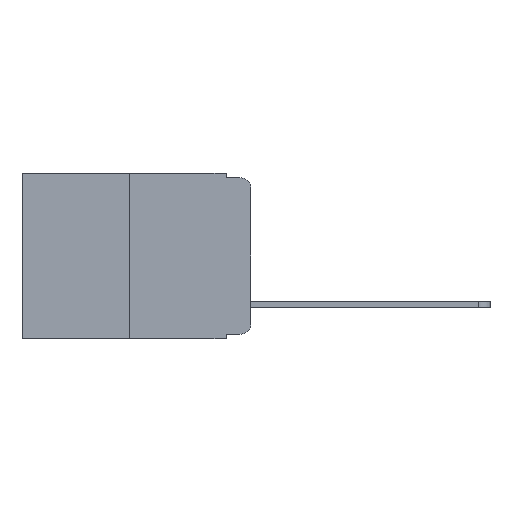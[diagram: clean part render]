
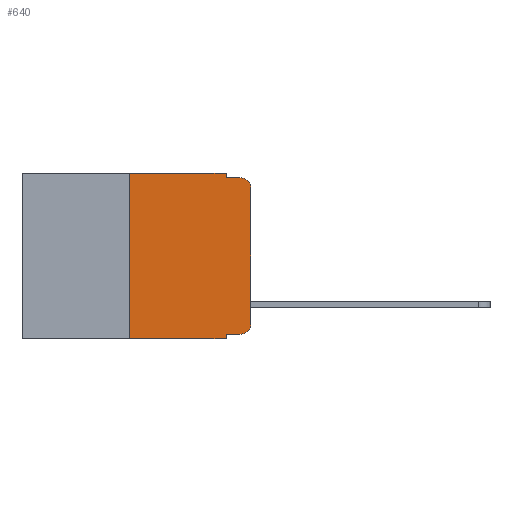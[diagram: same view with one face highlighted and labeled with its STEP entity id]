
A CAD part, left-side view. The second image highlights one B-rep face of the part: STEP entity #640.
In plain terms, the highlighted planar face has unit normal (-1, 0, 0).
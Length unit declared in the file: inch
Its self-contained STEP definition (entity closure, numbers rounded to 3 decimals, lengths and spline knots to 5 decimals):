
#146 = CARTESIAN_POINT ( 'NONE',  ( 0., 0.25, -0.343 ) ) ;
#256 = VECTOR ( 'NONE', #2378, 39.37008 ) ;
#607 = ORIENTED_EDGE ( 'NONE', *, *, #6960, .F. ) ;
#640 = ADVANCED_FACE ( 'NONE', ( #9020 ), #8413, .F. ) ;
#692 = LINE ( 'NONE', #3792, #3012 ) ;
#712 = ORIENTED_EDGE ( 'NONE', *, *, #5750, .T. ) ;
#792 = ORIENTED_EDGE ( 'NONE', *, *, #6974, .F. ) ;
#891 = ORIENTED_EDGE ( 'NONE', *, *, #2308, .F. ) ;
#899 = ORIENTED_EDGE ( 'NONE', *, *, #7010, .T. ) ;
#955 = CARTESIAN_POINT ( 'NONE',  ( 0., 0., 0. ) ) ;
#1099 = ORIENTED_EDGE ( 'NONE', *, *, #6990, .F. ) ;
#1265 = ORIENTED_EDGE ( 'NONE', *, *, #6813, .T. ) ;
#1680 = DIRECTION ( 'NONE',  ( 0., 0., 1. ) ) ;
#2070 = CIRCLE ( 'NONE', #7972, 0.02 ) ;
#2191 = DIRECTION ( 'NONE',  ( 0., -1., 0. ) ) ;
#2308 = EDGE_CURVE ( 'NONE', #2316, #7091, #10726, .T. ) ;
#2316 = VERTEX_POINT ( 'NONE', #7164 ) ;
#2378 = DIRECTION ( 'NONE',  ( 0., -1., 0. ) ) ;
#2770 = EDGE_LOOP ( 'NONE', ( #1265, #899, #1099, #792, #891, #607, #712, #10022, #9924, #10040 ) ) ;
#3012 = VECTOR ( 'NONE', #5964, 39.37008 ) ;
#3053 = CARTESIAN_POINT ( 'NONE',  ( 0., 0.02, -0.01 ) ) ;
#3130 = CARTESIAN_POINT ( 'NONE',  ( 0., 0.25, 0. ) ) ;
#3381 = CARTESIAN_POINT ( 'NONE',  ( 0., 0.473, -0.343 ) ) ;
#3482 = VERTEX_POINT ( 'NONE', #146 ) ;
#3747 = LINE ( 'NONE', #955, #5461 ) ;
#3763 = DIRECTION ( 'NONE',  ( 0., 0., 1. ) ) ;
#3792 = CARTESIAN_POINT ( 'NONE',  ( 0., 0.051, 0. ) ) ;
#4719 = CARTESIAN_POINT ( 'NONE',  ( 0., 0.473, 0. ) ) ;
#5026 = VECTOR ( 'NONE', #8410, 39.37008 ) ;
#5129 = CARTESIAN_POINT ( 'NONE',  ( 0., 0.051, -0.01 ) ) ;
#5189 = VERTEX_POINT ( 'NONE', #6224 ) ;
#5384 = AXIS2_PLACEMENT_3D ( 'NONE', #7953, #7935, #8628 ) ;
#5461 = VECTOR ( 'NONE', #1680, 39.37008 ) ;
#5486 = DIRECTION ( 'NONE',  ( 0., -1., 0. ) ) ;
#5598 = LINE ( 'NONE', #3130, #9287 ) ;
#5750 = EDGE_CURVE ( 'NONE', #3482, #9903, #7545, .T. ) ;
#5964 = DIRECTION ( 'NONE',  ( 0., 0., -1. ) ) ;
#6019 = VERTEX_POINT ( 'NONE', #7700 ) ;
#6224 = CARTESIAN_POINT ( 'NONE',  ( 0., 0.02, -0.333 ) ) ;
#6384 = DIRECTION ( 'NONE',  ( 0., 0., -1. ) ) ;
#6409 = VECTOR ( 'NONE', #6998, 39.37008 ) ;
#6425 = DIRECTION ( 'NONE',  ( -1., 0., 0. ) ) ;
#6460 = CARTESIAN_POINT ( 'NONE',  ( 0., 0.02, -0.03 ) ) ;
#6473 = VERTEX_POINT ( 'NONE', #5129 ) ;
#6625 = LINE ( 'NONE', #6773, #6409 ) ;
#6773 = CARTESIAN_POINT ( 'NONE',  ( 0., 0.051, 0. ) ) ;
#6813 = EDGE_CURVE ( 'NONE', #6019, #7532, #3747, .T. ) ;
#6814 = CARTESIAN_POINT ( 'NONE',  ( 0., 0.473, 0. ) ) ;
#6960 = EDGE_CURVE ( 'NONE', #3482, #2316, #5598, .T. ) ;
#6974 = EDGE_CURVE ( 'NONE', #7091, #6473, #692, .T. ) ;
#6990 = EDGE_CURVE ( 'NONE', #6473, #9240, #9086, .T. ) ;
#6993 = EDGE_CURVE ( 'NONE', #8754, #9903, #6625, .T. ) ;
#6998 = DIRECTION ( 'NONE',  ( 0., 0., -1. ) ) ;
#7010 = EDGE_CURVE ( 'NONE', #7532, #9240, #2070, .T. ) ;
#7091 = VERTEX_POINT ( 'NONE', #8379 ) ;
#7164 = CARTESIAN_POINT ( 'NONE',  ( 0., 0.25, 0. ) ) ;
#7362 = CARTESIAN_POINT ( 'NONE',  ( 0., 0.051, -0.01 ) ) ;
#7387 = EDGE_CURVE ( 'NONE', #5189, #6019, #10706, .T. ) ;
#7451 = EDGE_CURVE ( 'NONE', #8754, #5189, #8622, .T. ) ;
#7532 = VERTEX_POINT ( 'NONE', #8237 ) ;
#7545 = LINE ( 'NONE', #3381, #256 ) ;
#7700 = CARTESIAN_POINT ( 'NONE',  ( 0., 0., -0.313 ) ) ;
#7824 = CARTESIAN_POINT ( 'NONE',  ( 0., 0.051, -0.343 ) ) ;
#7935 = DIRECTION ( 'NONE',  ( -1., 0., 0. ) ) ;
#7953 = CARTESIAN_POINT ( 'NONE',  ( 0., 0.02, -0.313 ) ) ;
#7972 = AXIS2_PLACEMENT_3D ( 'NONE', #6460, #6425, #6384 ) ;
#8237 = CARTESIAN_POINT ( 'NONE',  ( 0., 0., -0.03 ) ) ;
#8379 = CARTESIAN_POINT ( 'NONE',  ( 0., 0.051, 0. ) ) ;
#8410 = DIRECTION ( 'NONE',  ( 0., -1., 0. ) ) ;
#8413 = PLANE ( 'NONE',  #9250 ) ;
#8622 = LINE ( 'NONE', #8830, #5026 ) ;
#8628 = DIRECTION ( 'NONE',  ( 0., 0., -1. ) ) ;
#8644 = VECTOR ( 'NONE', #2191, 39.37008 ) ;
#8754 = VERTEX_POINT ( 'NONE', #10057 ) ;
#8830 = CARTESIAN_POINT ( 'NONE',  ( 0., 0.051, -0.333 ) ) ;
#9020 = FACE_OUTER_BOUND ( 'NONE', #2770, .T. ) ;
#9086 = LINE ( 'NONE', #7362, #10272 ) ;
#9240 = VERTEX_POINT ( 'NONE', #3053 ) ;
#9250 = AXIS2_PLACEMENT_3D ( 'NONE', #6814, #9426, #9445 ) ;
#9287 = VECTOR ( 'NONE', #3763, 39.37008 ) ;
#9426 = DIRECTION ( 'NONE',  ( 1., 0., 0. ) ) ;
#9445 = DIRECTION ( 'NONE',  ( 0., 0., -1. ) ) ;
#9903 = VERTEX_POINT ( 'NONE', #7824 ) ;
#9924 = ORIENTED_EDGE ( 'NONE', *, *, #7451, .T. ) ;
#10022 = ORIENTED_EDGE ( 'NONE', *, *, #6993, .F. ) ;
#10040 = ORIENTED_EDGE ( 'NONE', *, *, #7387, .T. ) ;
#10057 = CARTESIAN_POINT ( 'NONE',  ( 0., 0.051, -0.333 ) ) ;
#10272 = VECTOR ( 'NONE', #5486, 39.37008 ) ;
#10706 = CIRCLE ( 'NONE', #5384, 0.02 ) ;
#10726 = LINE ( 'NONE', #4719, #8644 ) ;
